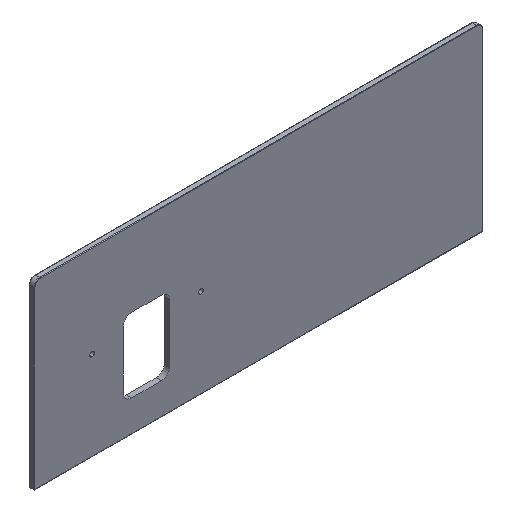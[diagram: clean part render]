
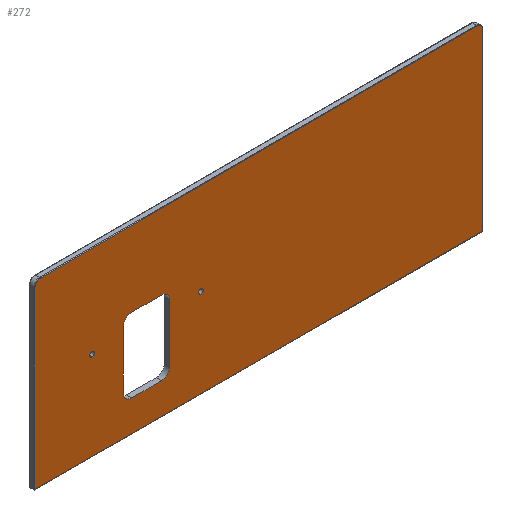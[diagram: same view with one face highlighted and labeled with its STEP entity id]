
A CAD part, isometric view. The second image highlights one B-rep face of the part: STEP entity #272.
In plain terms, the highlighted planar face has unit normal (0, -1, 0).
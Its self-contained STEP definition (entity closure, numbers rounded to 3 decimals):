
#65=CARTESIAN_POINT('Axis2P3D Location',(505.,0.,270.5)) ;
#69=CARTESIAN_POINT('Vertex',(505.,0.,263.5)) ;
#71=CARTESIAN_POINT('Vertex',(505.,0.,277.5)) ;
#100=CARTESIAN_POINT('Axis2P3D Location',(1360.,0.,0.)) ;
#106=CARTESIAN_POINT('Control Point',(18.,0.,548.5)) ;
#107=CARTESIAN_POINT('Control Point',(16.408,0.,548.5)) ;
#108=CARTESIAN_POINT('Control Point',(14.816,0.,548.308)) ;
#109=CARTESIAN_POINT('Control Point',(13.255,0.,547.924)) ;
#110=CARTESIAN_POINT('Control Point',(10.256,0.,546.787)) ;
#111=CARTESIAN_POINT('Control Point',(7.614,0.,544.97)) ;
#112=CARTESIAN_POINT('Control Point',(6.409,0.,543.905)) ;
#113=CARTESIAN_POINT('Control Point',(4.28,0.,541.507)) ;
#114=CARTESIAN_POINT('Control Point',(2.782,0.,538.671)) ;
#115=CARTESIAN_POINT('Control Point',(2.209,0.,537.169)) ;
#116=CARTESIAN_POINT('Control Point',(1.723,0.,535.215)) ;
#117=CARTESIAN_POINT('Control Point',(1.538,0.,533.223)) ;
#118=CARTESIAN_POINT('Control Point',(1.513,0.,532.815)) ;
#119=CARTESIAN_POINT('Control Point',(1.5,0.,532.408)) ;
#120=CARTESIAN_POINT('Control Point',(1.5,0.,532.)) ;
#121=CARTESIAN_POINT('Vertex',(18.,0.,548.5)) ;
#123=CARTESIAN_POINT('Vertex',(1.5,0.,532.)) ;
#126=CARTESIAN_POINT('Line Origine',(1.5,0.,266.75)) ;
#130=CARTESIAN_POINT('Vertex',(1.5,0.,1.5)) ;
#133=CARTESIAN_POINT('Line Origine',(680.,0.,1.5)) ;
#137=CARTESIAN_POINT('Vertex',(1358.5,0.,1.5)) ;
#140=CARTESIAN_POINT('Line Origine',(1358.5,0.,266.75)) ;
#144=CARTESIAN_POINT('Vertex',(1358.5,0.,532.)) ;
#148=CARTESIAN_POINT('Control Point',(1358.5,0.,532.)) ;
#149=CARTESIAN_POINT('Control Point',(1358.5,0.,533.592)) ;
#150=CARTESIAN_POINT('Control Point',(1358.308,0.,535.184)) ;
#151=CARTESIAN_POINT('Control Point',(1357.924,0.,536.745)) ;
#152=CARTESIAN_POINT('Control Point',(1356.787,0.,539.744)) ;
#153=CARTESIAN_POINT('Control Point',(1354.97,0.,542.386)) ;
#154=CARTESIAN_POINT('Control Point',(1353.905,0.,543.591)) ;
#155=CARTESIAN_POINT('Control Point',(1351.507,0.,545.72)) ;
#156=CARTESIAN_POINT('Control Point',(1348.671,0.,547.218)) ;
#157=CARTESIAN_POINT('Control Point',(1347.169,0.,547.791)) ;
#158=CARTESIAN_POINT('Control Point',(1345.215,0.,548.277)) ;
#159=CARTESIAN_POINT('Control Point',(1343.223,0.,548.462)) ;
#160=CARTESIAN_POINT('Control Point',(1342.815,0.,548.487)) ;
#161=CARTESIAN_POINT('Control Point',(1342.408,0.,548.5)) ;
#162=CARTESIAN_POINT('Control Point',(1342.,0.,548.5)) ;
#163=CARTESIAN_POINT('Vertex',(1342.,0.,548.5)) ;
#166=CARTESIAN_POINT('Line Origine',(680.,0.,548.5)) ;
#179=CARTESIAN_POINT('Axis2P3D Location',(505.,0.,270.5)) ;
#188=CARTESIAN_POINT('Axis2P3D Location',(175.,0.,270.5)) ;
#192=CARTESIAN_POINT('Vertex',(175.,0.,277.5)) ;
#194=CARTESIAN_POINT('Vertex',(175.,0.,263.5)) ;
#197=CARTESIAN_POINT('Axis2P3D Location',(175.,0.,270.5)) ;
#206=CARTESIAN_POINT('Line Origine',(410.,0.,208.)) ;
#210=CARTESIAN_POINT('Vertex',(410.,0.,295.5)) ;
#212=CARTESIAN_POINT('Vertex',(410.,0.,120.5)) ;
#215=CARTESIAN_POINT('Axis2P3D Location',(385.,0.,120.5)) ;
#219=CARTESIAN_POINT('Vertex',(385.,0.,95.5)) ;
#222=CARTESIAN_POINT('Line Origine',(340.,0.,95.5)) ;
#226=CARTESIAN_POINT('Vertex',(295.,0.,95.5)) ;
#229=CARTESIAN_POINT('Axis2P3D Location',(295.,0.,120.5)) ;
#233=CARTESIAN_POINT('Vertex',(270.,0.,120.5)) ;
#236=CARTESIAN_POINT('Line Origine',(270.,0.,208.)) ;
#240=CARTESIAN_POINT('Vertex',(270.,0.,295.5)) ;
#243=CARTESIAN_POINT('Axis2P3D Location',(295.,0.,295.5)) ;
#247=CARTESIAN_POINT('Vertex',(295.,0.,320.5)) ;
#250=CARTESIAN_POINT('Line Origine',(340.,0.,320.5)) ;
#254=CARTESIAN_POINT('Vertex',(385.,0.,320.5)) ;
#257=CARTESIAN_POINT('Axis2P3D Location',(385.,0.,295.5)) ;
#128=VECTOR('Line Direction',#127,1.) ;
#135=VECTOR('Line Direction',#134,1.) ;
#142=VECTOR('Line Direction',#141,1.) ;
#168=VECTOR('Line Direction',#167,1.) ;
#208=VECTOR('Line Direction',#207,1.) ;
#224=VECTOR('Line Direction',#223,1.) ;
#238=VECTOR('Line Direction',#237,1.) ;
#252=VECTOR('Line Direction',#251,1.) ;
#66=DIRECTION('Axis2P3D Direction',(-0.,1.,0.)) ;
#101=DIRECTION('Axis2P3D Direction',(-0.,1.,0.)) ;
#102=DIRECTION('Axis2P3D XDirection',(0.,0.,1.)) ;
#127=DIRECTION('Vector Direction',(0.,0.,-1.)) ;
#134=DIRECTION('Vector Direction',(1.,0.,0.)) ;
#141=DIRECTION('Vector Direction',(0.,0.,1.)) ;
#167=DIRECTION('Vector Direction',(-1.,0.,0.)) ;
#180=DIRECTION('Axis2P3D Direction',(-0.,1.,0.)) ;
#189=DIRECTION('Axis2P3D Direction',(-0.,1.,0.)) ;
#198=DIRECTION('Axis2P3D Direction',(-0.,1.,0.)) ;
#207=DIRECTION('Vector Direction',(0.,0.,-1.)) ;
#216=DIRECTION('Axis2P3D Direction',(-0.,1.,0.)) ;
#223=DIRECTION('Vector Direction',(-1.,0.,0.)) ;
#230=DIRECTION('Axis2P3D Direction',(-0.,1.,0.)) ;
#237=DIRECTION('Vector Direction',(0.,0.,1.)) ;
#244=DIRECTION('Axis2P3D Direction',(-0.,1.,0.)) ;
#251=DIRECTION('Vector Direction',(1.,0.,0.)) ;
#258=DIRECTION('Axis2P3D Direction',(-0.,1.,0.)) ;
#67=AXIS2_PLACEMENT_3D('Circle Axis2P3D',#65,#66,$) ;
#103=AXIS2_PLACEMENT_3D('Plane Axis2P3D',#100,#101,#102) ;
#181=AXIS2_PLACEMENT_3D('Circle Axis2P3D',#179,#180,$) ;
#190=AXIS2_PLACEMENT_3D('Circle Axis2P3D',#188,#189,$) ;
#199=AXIS2_PLACEMENT_3D('Circle Axis2P3D',#197,#198,$) ;
#217=AXIS2_PLACEMENT_3D('Circle Axis2P3D',#215,#216,$) ;
#231=AXIS2_PLACEMENT_3D('Circle Axis2P3D',#229,#230,$) ;
#245=AXIS2_PLACEMENT_3D('Circle Axis2P3D',#243,#244,$) ;
#259=AXIS2_PLACEMENT_3D('Circle Axis2P3D',#257,#258,$) ;
#129=LINE('Line',#126,#128) ;
#136=LINE('Line',#133,#135) ;
#143=LINE('Line',#140,#142) ;
#169=LINE('Line',#166,#168) ;
#209=LINE('Line',#206,#208) ;
#225=LINE('Line',#222,#224) ;
#239=LINE('Line',#236,#238) ;
#253=LINE('Line',#250,#252) ;
#68=CIRCLE('generated circle',#67,7.) ;
#182=CIRCLE('generated circle',#181,7.) ;
#191=CIRCLE('generated circle',#190,7.) ;
#200=CIRCLE('generated circle',#199,7.) ;
#218=CIRCLE('generated circle',#217,25.) ;
#232=CIRCLE('generated circle',#231,25.) ;
#246=CIRCLE('generated circle',#245,25.) ;
#260=CIRCLE('generated circle',#259,25.) ;
#104=PLANE('',#103) ;
#187=FACE_BOUND('',#184,.T.) ;
#205=FACE_BOUND('',#202,.T.) ;
#271=FACE_BOUND('',#262,.T.) ;
#73=EDGE_CURVE('',#70,#72,#68,.T.) ;
#125=EDGE_CURVE('',#122,#124,#105,.T.) ;
#132=EDGE_CURVE('',#124,#131,#129,.T.) ;
#139=EDGE_CURVE('',#131,#138,#136,.T.) ;
#146=EDGE_CURVE('',#138,#145,#143,.T.) ;
#165=EDGE_CURVE('',#145,#164,#147,.T.) ;
#170=EDGE_CURVE('',#164,#122,#169,.T.) ;
#183=EDGE_CURVE('',#72,#70,#182,.T.) ;
#196=EDGE_CURVE('',#193,#195,#191,.T.) ;
#201=EDGE_CURVE('',#195,#193,#200,.T.) ;
#214=EDGE_CURVE('',#211,#213,#209,.T.) ;
#221=EDGE_CURVE('',#213,#220,#218,.T.) ;
#228=EDGE_CURVE('',#220,#227,#225,.T.) ;
#235=EDGE_CURVE('',#227,#234,#232,.T.) ;
#242=EDGE_CURVE('',#234,#241,#239,.T.) ;
#249=EDGE_CURVE('',#241,#248,#246,.T.) ;
#256=EDGE_CURVE('',#248,#255,#253,.T.) ;
#261=EDGE_CURVE('',#255,#211,#260,.T.) ;
#172=ORIENTED_EDGE('',*,*,#125,.T.) ;
#173=ORIENTED_EDGE('',*,*,#132,.T.) ;
#174=ORIENTED_EDGE('',*,*,#139,.T.) ;
#175=ORIENTED_EDGE('',*,*,#146,.T.) ;
#176=ORIENTED_EDGE('',*,*,#165,.T.) ;
#177=ORIENTED_EDGE('',*,*,#170,.T.) ;
#185=ORIENTED_EDGE('',*,*,#183,.T.) ;
#186=ORIENTED_EDGE('',*,*,#73,.T.) ;
#203=ORIENTED_EDGE('',*,*,#196,.T.) ;
#204=ORIENTED_EDGE('',*,*,#201,.T.) ;
#263=ORIENTED_EDGE('',*,*,#214,.T.) ;
#264=ORIENTED_EDGE('',*,*,#221,.T.) ;
#265=ORIENTED_EDGE('',*,*,#228,.T.) ;
#266=ORIENTED_EDGE('',*,*,#235,.T.) ;
#267=ORIENTED_EDGE('',*,*,#242,.T.) ;
#268=ORIENTED_EDGE('',*,*,#249,.T.) ;
#269=ORIENTED_EDGE('',*,*,#256,.T.) ;
#270=ORIENTED_EDGE('',*,*,#261,.T.) ;
#171=EDGE_LOOP('',(#172,#173,#174,#175,#176,#177)) ;
#184=EDGE_LOOP('',(#185,#186)) ;
#202=EDGE_LOOP('',(#203,#204)) ;
#262=EDGE_LOOP('',(#263,#264,#265,#266,#267,#268,#269,#270)) ;
#70=VERTEX_POINT('',#69) ;
#72=VERTEX_POINT('',#71) ;
#122=VERTEX_POINT('',#121) ;
#124=VERTEX_POINT('',#123) ;
#131=VERTEX_POINT('',#130) ;
#138=VERTEX_POINT('',#137) ;
#145=VERTEX_POINT('',#144) ;
#164=VERTEX_POINT('',#163) ;
#193=VERTEX_POINT('',#192) ;
#195=VERTEX_POINT('',#194) ;
#211=VERTEX_POINT('',#210) ;
#213=VERTEX_POINT('',#212) ;
#220=VERTEX_POINT('',#219) ;
#227=VERTEX_POINT('',#226) ;
#234=VERTEX_POINT('',#233) ;
#241=VERTEX_POINT('',#240) ;
#248=VERTEX_POINT('',#247) ;
#255=VERTEX_POINT('',#254) ;
#272=ADVANCED_FACE('Hauptk\X2\00F6\X0\rper',(#178,#187,#205,#271),#104,.F.) ;
#105=B_SPLINE_CURVE_WITH_KNOTS('',5,(#106,#107,#108,#109,#110,#111,#112,#113,#114,#115,#116,#117,#118,#119,#120),.UNSPECIFIED.,.F.,.U.,(6,3,3,3,6),(0.,11.257,22.514,33.771,36.653),.UNSPECIFIED.) ;
#147=B_SPLINE_CURVE_WITH_KNOTS('',5,(#148,#149,#150,#151,#152,#153,#154,#155,#156,#157,#158,#159,#160,#161,#162),.UNSPECIFIED.,.F.,.U.,(6,3,3,3,6),(0.,11.257,22.514,33.771,36.653),.UNSPECIFIED.) ;
#178=FACE_OUTER_BOUND('',#171,.T.) ;
